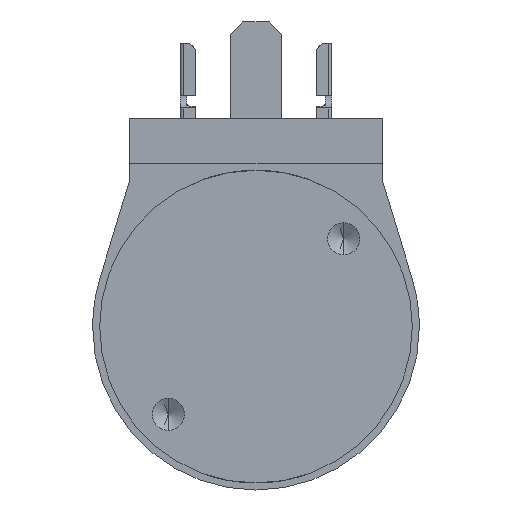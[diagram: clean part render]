
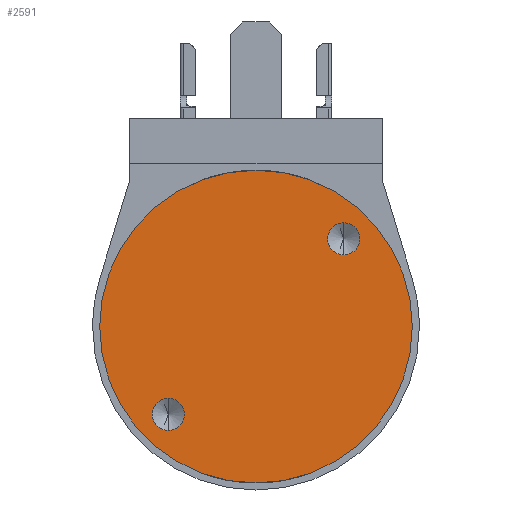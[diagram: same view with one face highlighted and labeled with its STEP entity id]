
A CAD part, front view. The second image highlights one B-rep face of the part: STEP entity #2591.
In plain terms, the highlighted planar face has unit normal (0, -1, 0).
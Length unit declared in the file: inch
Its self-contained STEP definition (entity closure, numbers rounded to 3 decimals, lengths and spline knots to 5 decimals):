
#423 = DIRECTION ( 'NONE',  ( 0., -1., 0. ) ) ;
#487 = VERTEX_POINT ( 'NONE', #5106 ) ;
#808 = VERTEX_POINT ( 'NONE', #1836 ) ;
#863 = AXIS2_PLACEMENT_3D ( 'NONE', #6581, #4301, #4414 ) ;
#1002 = CIRCLE ( 'NONE', #5241, 0.0795 ) ;
#1044 = VERTEX_POINT ( 'NONE', #6650 ) ;
#1138 = DIRECTION ( 'NONE',  ( -1., 0., 0. ) ) ;
#1236 = DIRECTION ( 'NONE',  ( -1., 0., 0. ) ) ;
#1286 = FACE_BOUND ( 'NONE', #1813, .T. ) ;
#1443 = ORIENTED_EDGE ( 'NONE', *, *, #5486, .F. ) ;
#1568 = DIRECTION ( 'NONE',  ( 0., 0., -1. ) ) ;
#1594 = AXIS2_PLACEMENT_3D ( 'NONE', #4452, #423, #1568 ) ;
#1677 = ORIENTED_EDGE ( 'NONE', *, *, #6449, .F. ) ;
#1813 = EDGE_LOOP ( 'NONE', ( #6157, #4728 ) ) ;
#1836 = CARTESIAN_POINT ( 'NONE',  ( 0.43487, 0.23, 0.51437 ) ) ;
#1881 = DIRECTION ( 'NONE',  ( 0., 1., 0. ) ) ;
#2168 = VERTEX_POINT ( 'NONE', #2895 ) ;
#2242 = CARTESIAN_POINT ( 'NONE',  ( 0.775, 0.23, 0. ) ) ;
#2261 = VERTEX_POINT ( 'NONE', #2242 ) ;
#2339 = DIRECTION ( 'NONE',  ( -1., 0., 0. ) ) ;
#2591 = ADVANCED_FACE ( 'NONE', ( #6501, #1286, #3036 ), #3484, .F. ) ;
#2618 = EDGE_CURVE ( 'NONE', #808, #6928, #1002, .T. ) ;
#2727 = ORIENTED_EDGE ( 'NONE', *, *, #7244, .F. ) ;
#2750 = ORIENTED_EDGE ( 'NONE', *, *, #4105, .F. ) ;
#2879 = CARTESIAN_POINT ( 'NONE',  ( 0.43487, 0.23, 0.43487 ) ) ;
#2895 = CARTESIAN_POINT ( 'NONE',  ( -0.43487, 0.23, -0.35537 ) ) ;
#3036 = FACE_OUTER_BOUND ( 'NONE', #6575, .T. ) ;
#3263 = CIRCLE ( 'NONE', #4838, 0.775 ) ;
#3402 = CARTESIAN_POINT ( 'NONE',  ( 0.43487, 0.23, 0.43487 ) ) ;
#3484 = PLANE ( 'NONE',  #4886 ) ;
#3528 = CIRCLE ( 'NONE', #1594, 0.0795 ) ;
#3532 = DIRECTION ( 'NONE',  ( 0., 0., -1. ) ) ;
#3894 = EDGE_CURVE ( 'NONE', #6928, #808, #3974, .T. ) ;
#3974 = CIRCLE ( 'NONE', #6412, 0.0795 ) ;
#4008 = DIRECTION ( 'NONE',  ( 0., 0., -1. ) ) ;
#4105 = EDGE_CURVE ( 'NONE', #2261, #487, #4228, .T. ) ;
#4228 = CIRCLE ( 'NONE', #5802, 0.775 ) ;
#4284 = CARTESIAN_POINT ( 'NONE',  ( 0.43487, 0.23, 0.35537 ) ) ;
#4301 = DIRECTION ( 'NONE',  ( 0., -1., 0. ) ) ;
#4414 = DIRECTION ( 'NONE',  ( 0., 0., -1. ) ) ;
#4452 = CARTESIAN_POINT ( 'NONE',  ( -0.43487, 0.23, -0.43487 ) ) ;
#4728 = ORIENTED_EDGE ( 'NONE', *, *, #2618, .F. ) ;
#4838 = AXIS2_PLACEMENT_3D ( 'NONE', #5692, #5191, #2339 ) ;
#4886 = AXIS2_PLACEMENT_3D ( 'NONE', #5356, #6348, #1138 ) ;
#4992 = CIRCLE ( 'NONE', #863, 0.0795 ) ;
#5106 = CARTESIAN_POINT ( 'NONE',  ( -0.775, 0.23, 0. ) ) ;
#5191 = DIRECTION ( 'NONE',  ( 0., 1., 0. ) ) ;
#5196 = DIRECTION ( 'NONE',  ( 0., -1., 0. ) ) ;
#5241 = AXIS2_PLACEMENT_3D ( 'NONE', #2879, #5196, #3532 ) ;
#5356 = CARTESIAN_POINT ( 'NONE',  ( 0., 0.23, 0. ) ) ;
#5486 = EDGE_CURVE ( 'NONE', #487, #2261, #3263, .T. ) ;
#5692 = CARTESIAN_POINT ( 'NONE',  ( 0., 0.23, 0. ) ) ;
#5724 = DIRECTION ( 'NONE',  ( 0., -1., 0. ) ) ;
#5802 = AXIS2_PLACEMENT_3D ( 'NONE', #6489, #1881, #1236 ) ;
#6157 = ORIENTED_EDGE ( 'NONE', *, *, #3894, .F. ) ;
#6348 = DIRECTION ( 'NONE',  ( 0., 1., 0. ) ) ;
#6412 = AXIS2_PLACEMENT_3D ( 'NONE', #3402, #5724, #4008 ) ;
#6449 = EDGE_CURVE ( 'NONE', #2168, #1044, #4992, .T. ) ;
#6489 = CARTESIAN_POINT ( 'NONE',  ( 0., 0.23, 0. ) ) ;
#6501 = FACE_BOUND ( 'NONE', #7088, .T. ) ;
#6575 = EDGE_LOOP ( 'NONE', ( #2750, #1443 ) ) ;
#6581 = CARTESIAN_POINT ( 'NONE',  ( -0.43487, 0.23, -0.43487 ) ) ;
#6650 = CARTESIAN_POINT ( 'NONE',  ( -0.43487, 0.23, -0.51437 ) ) ;
#6928 = VERTEX_POINT ( 'NONE', #4284 ) ;
#7088 = EDGE_LOOP ( 'NONE', ( #2727, #1677 ) ) ;
#7244 = EDGE_CURVE ( 'NONE', #1044, #2168, #3528, .T. ) ;
